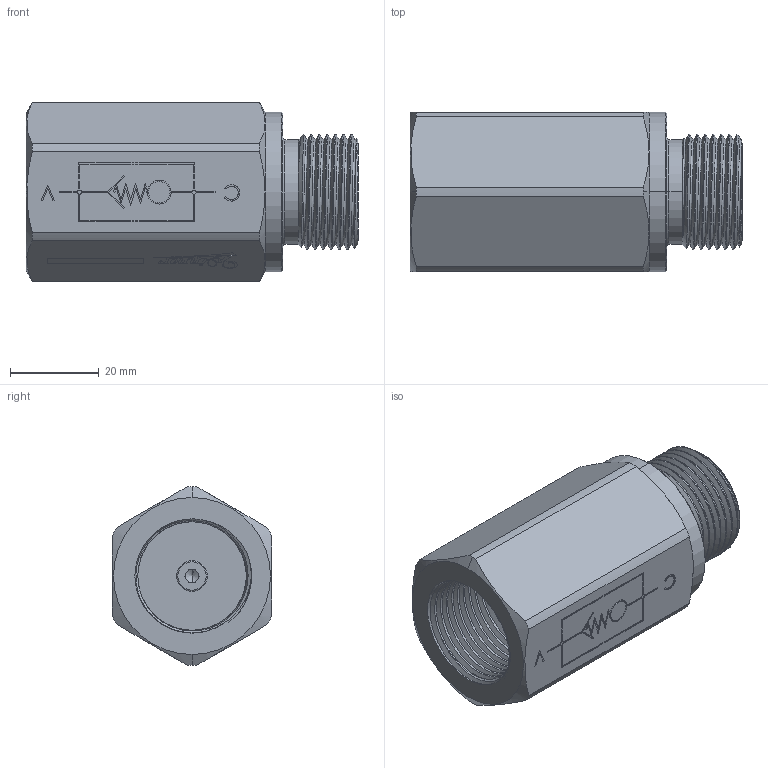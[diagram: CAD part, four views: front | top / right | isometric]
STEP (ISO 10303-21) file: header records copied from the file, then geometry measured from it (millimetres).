
FILE_DESCRIPTION (( 'STEP AP203' ), '1' );
FILE_NAME ('MEG06BG06A-HB.STEP', '2020-03-20T05:22:52', ( '' ), ( '' ), 'SwSTEP 2.0', 'SolidWorks 2018', '' );
FILE_SCHEMA (( 'CONFIG_CONTROL_DESIGN' ));
Length unit declared in the file: millimetre
Products named in the file (1): MEG06BG06A-HB
Bounding box: 75 x 36 x 40.4 mm (x, y, z)
Volume: 54775.6 mm3; surface area: 16167.1 mm2
Topology: 1 solids, 1 shells, 469 faces, 1294 edges, 850 vertices
Faces by surface type: cylinder 236, plane 182, cone 29, bspline 18, torus 4
Entity records: 25693 total; most frequent: CARTESIAN_POINT 13767, ORIENTED_EDGE 2584, DIRECTION 2442, EDGE_CURVE 1292, AXIS2_PLACEMENT_3D 870, VERTEX_POINT 850, LINE 702, VECTOR 702
